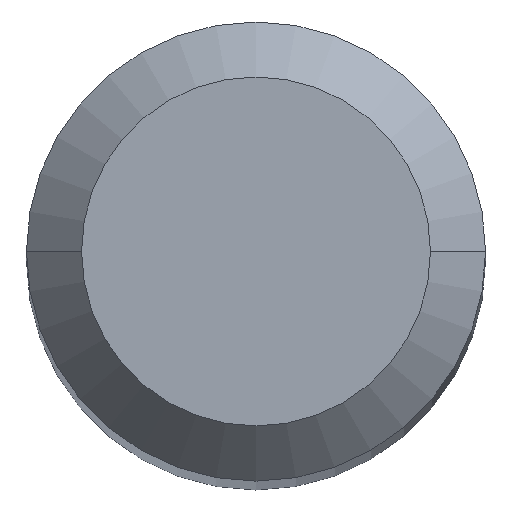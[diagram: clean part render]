
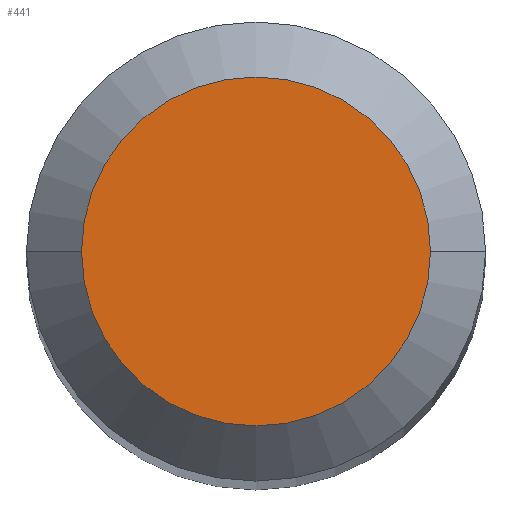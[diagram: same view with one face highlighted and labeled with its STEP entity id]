
A CAD part, top view. The second image highlights one B-rep face of the part: STEP entity #441.
In plain terms, the highlighted planar face has unit normal (0, 0, 1).
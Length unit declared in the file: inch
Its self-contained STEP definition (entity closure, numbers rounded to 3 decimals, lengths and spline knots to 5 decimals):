
#16 = DIRECTION ( 'NONE',  ( 0., 0., 1. ) ) ;
#39 = ORIENTED_EDGE ( 'NONE', *, *, #306, .T. ) ;
#52 = CARTESIAN_POINT ( 'NONE',  ( 0., 0., 0. ) ) ;
#59 = DIRECTION ( 'NONE',  ( 0., 0., 1. ) ) ;
#62 = PLANE ( 'NONE',  #338 ) ;
#90 = CARTESIAN_POINT ( 'NONE',  ( 0., 0., 0. ) ) ;
#95 = CARTESIAN_POINT ( 'NONE',  ( 0., 0.0475, 0. ) ) ;
#112 = EDGE_CURVE ( 'NONE', #286, #225, #435, .T. ) ;
#204 = CARTESIAN_POINT ( 'NONE',  ( -0.0475, 0., 0. ) ) ;
#210 = DIRECTION ( 'NONE',  ( -1., 0., 0. ) ) ;
#225 = VERTEX_POINT ( 'NONE', #204 ) ;
#253 = AXIS2_PLACEMENT_3D ( 'NONE', #90, #59, #282 ) ;
#268 = EDGE_LOOP ( 'NONE', ( #39, #303 ) ) ;
#282 = DIRECTION ( 'NONE',  ( 1., 0., 0. ) ) ;
#286 = VERTEX_POINT ( 'NONE', #347 ) ;
#296 = CIRCLE ( 'NONE', #253, 0.0475 ) ;
#303 = ORIENTED_EDGE ( 'NONE', *, *, #112, .T. ) ;
#306 = EDGE_CURVE ( 'NONE', #225, #286, #296, .T. ) ;
#334 = DIRECTION ( 'NONE',  ( 1., 0., 0. ) ) ;
#338 = AXIS2_PLACEMENT_3D ( 'NONE', #95, #457, #210 ) ;
#347 = CARTESIAN_POINT ( 'NONE',  ( 0.0475, 0., 0. ) ) ;
#435 = CIRCLE ( 'NONE', #460, 0.0475 ) ;
#441 = ADVANCED_FACE ( 'NONE', ( #443 ), #62, .F. ) ;
#443 = FACE_OUTER_BOUND ( 'NONE', #268, .T. ) ;
#457 = DIRECTION ( 'NONE',  ( 0., 0., -1. ) ) ;
#460 = AXIS2_PLACEMENT_3D ( 'NONE', #52, #16, #334 ) ;
